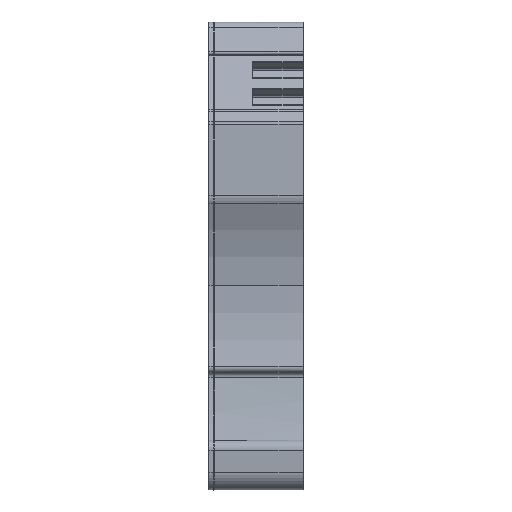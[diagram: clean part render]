
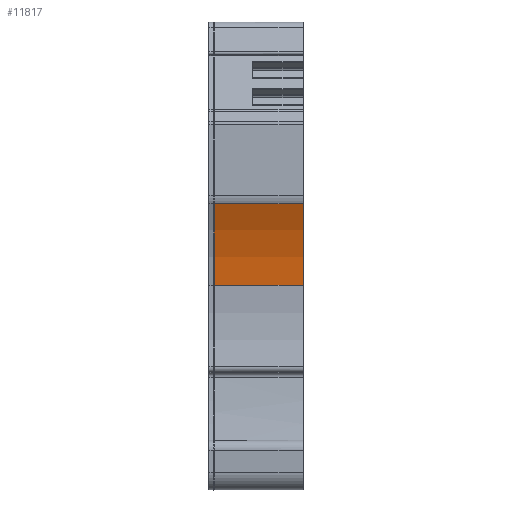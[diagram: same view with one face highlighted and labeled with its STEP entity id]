
A CAD part, front view. The second image highlights one B-rep face of the part: STEP entity #11817.
In plain terms, the highlighted cylindrical face has radius 24 mm (diameter 48 mm), a partial arc.
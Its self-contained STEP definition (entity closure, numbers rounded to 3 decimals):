
#8077=AXIS2_PLACEMENT_3D('Circle Axis2P3D',#8075,#8076,$) ;
#11804=AXIS2_PLACEMENT_3D('Cylinder Axis2P3D',#11801,#11802,#11803) ;
#6535=CARTESIAN_POINT('Vertex',(0.6,2.635,21.662)) ;
#6539=CARTESIAN_POINT('Control Point',(0.6,0.209,30.313)) ;
#6540=CARTESIAN_POINT('Control Point',(0.6,1.015,28.694)) ;
#6541=CARTESIAN_POINT('Control Point',(0.6,1.667,27.)) ;
#6542=CARTESIAN_POINT('Control Point',(0.6,2.158,25.25)) ;
#6543=CARTESIAN_POINT('Control Point',(0.6,2.482,23.463)) ;
#6544=CARTESIAN_POINT('Control Point',(0.6,2.635,21.662)) ;
#6545=CARTESIAN_POINT('Vertex',(0.6,0.209,30.313)) ;
#8072=CARTESIAN_POINT('Vertex',(10.,0.209,30.313)) ;
#8075=CARTESIAN_POINT('Axis2P3D Location',(10.,-21.278,19.621)) ;
#8079=CARTESIAN_POINT('Vertex',(10.,2.635,21.662)) ;
#11788=CARTESIAN_POINT('Line Origine',(5.,0.209,30.313)) ;
#11801=CARTESIAN_POINT('Axis2P3D Location',(5.,-21.278,19.621)) ;
#11806=CARTESIAN_POINT('Line Origine',(5.,2.635,21.662)) ;
#8076=DIRECTION('Axis2P3D Direction',(-1.,0.,0.)) ;
#11789=DIRECTION('Vector Direction',(-1.,0.,0.)) ;
#11802=DIRECTION('Axis2P3D Direction',(-1.,0.,0.)) ;
#11803=DIRECTION('Axis2P3D XDirection',(0.,0.895,0.445)) ;
#11807=DIRECTION('Vector Direction',(-1.,0.,0.)) ;
#11790=VECTOR('Line Direction',#11789,1.) ;
#11808=VECTOR('Line Direction',#11807,1.) ;
#11812=ORIENTED_EDGE('',*,*,#6547,.T.) ;
#11813=ORIENTED_EDGE('',*,*,#11810,.F.) ;
#11814=ORIENTED_EDGE('',*,*,#8081,.T.) ;
#11815=ORIENTED_EDGE('',*,*,#11792,.T.) ;
#11817=ADVANCED_FACE('Hauptk\X2\00F6\X0\rper',(#11816),#11805,.F.) ;
#6538=B_SPLINE_CURVE_WITH_KNOTS('',5,(#6539,#6540,#6541,#6542,#6543,#6544),.UNSPECIFIED.,.F.,.U.,(6,6),(0.,9.064),.UNSPECIFIED.) ;
#8078=CIRCLE('generated circle',#8077,24.) ;
#11805=CYLINDRICAL_SURFACE('generated cylinder',#11804,24.) ;
#6547=EDGE_CURVE('',#6546,#6536,#6538,.T.) ;
#8081=EDGE_CURVE('',#8080,#8073,#8078,.F.) ;
#11792=EDGE_CURVE('',#8073,#6546,#11791,.T.) ;
#11810=EDGE_CURVE('',#8080,#6536,#11809,.T.) ;
#11811=EDGE_LOOP('',(#11812,#11813,#11814,#11815)) ;
#11816=FACE_OUTER_BOUND('',#11811,.T.) ;
#11791=LINE('Line',#11788,#11790) ;
#11809=LINE('Line',#11806,#11808) ;
#6536=VERTEX_POINT('',#6535) ;
#6546=VERTEX_POINT('',#6545) ;
#8073=VERTEX_POINT('',#8072) ;
#8080=VERTEX_POINT('',#8079) ;
